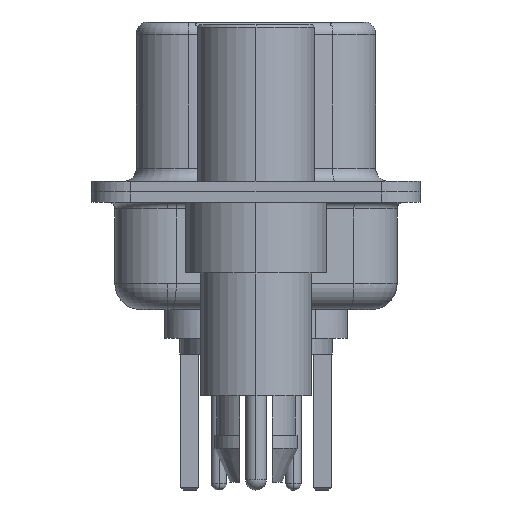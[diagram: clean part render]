
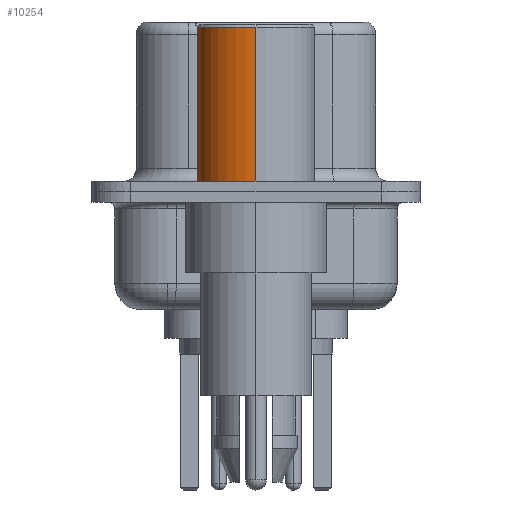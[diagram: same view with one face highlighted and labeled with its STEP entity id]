
A CAD part, left-side view. The second image highlights one B-rep face of the part: STEP entity #10254.
In plain terms, the highlighted cylindrical face has radius 2.25 mm (diameter 4.5 mm), a partial arc.
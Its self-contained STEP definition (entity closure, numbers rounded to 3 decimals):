
#196 = EDGE_CURVE ( 'NONE', #22073, #4369, #17527, .T. ) ;
#1605 = AXIS2_PLACEMENT_3D ( 'NONE', #5144, #2936, #17911 ) ;
#2498 = ORIENTED_EDGE ( 'NONE', *, *, #196, .F. ) ;
#2936 = DIRECTION ( 'NONE',  ( 0., 0., 1. ) ) ;
#4369 = VERTEX_POINT ( 'NONE', #25501 ) ;
#4614 = DIRECTION ( 'NONE',  ( 0., 0., 1. ) ) ;
#4925 = EDGE_LOOP ( 'NONE', ( #8634, #7139, #2498, #18628 ) ) ;
#4955 = DIRECTION ( 'NONE',  ( 0., 0., 1. ) ) ;
#5144 = CARTESIAN_POINT ( 'NONE',  ( 0., 0., 0.581 ) ) ;
#6007 = CIRCLE ( 'NONE', #21071, 2.25 ) ;
#6777 = FACE_OUTER_BOUND ( 'NONE', #4925, .T. ) ;
#7139 = ORIENTED_EDGE ( 'NONE', *, *, #20788, .T. ) ;
#7268 = VERTEX_POINT ( 'NONE', #22323 ) ;
#7721 = LINE ( 'NONE', #17371, #12709 ) ;
#8634 = ORIENTED_EDGE ( 'NONE', *, *, #22215, .T. ) ;
#10254 = ADVANCED_FACE ( 'NONE', ( #6777 ), #11720, .T. ) ;
#10519 = LINE ( 'NONE', #21281, #21211 ) ;
#11720 = CYLINDRICAL_SURFACE ( 'NONE', #1605, 2.25 ) ;
#12709 = VECTOR ( 'NONE', #23648, 1000. ) ;
#12885 = DIRECTION ( 'NONE',  ( 1., 0., 0. ) ) ;
#12935 = VERTEX_POINT ( 'NONE', #25591 ) ;
#16528 = EDGE_CURVE ( 'NONE', #12935, #22073, #10519, .T. ) ;
#17371 = CARTESIAN_POINT ( 'NONE',  ( -2.25, 0., 0.581 ) ) ;
#17527 = CIRCLE ( 'NONE', #25269, 2.25 ) ;
#17731 = CARTESIAN_POINT ( 'NONE',  ( 0., 0., 0.4 ) ) ;
#17911 = DIRECTION ( 'NONE',  ( 1., 0., 0. ) ) ;
#18628 = ORIENTED_EDGE ( 'NONE', *, *, #16528, .F. ) ;
#19846 = DIRECTION ( 'NONE',  ( 1., 0., 0. ) ) ;
#20788 = EDGE_CURVE ( 'NONE', #7268, #4369, #7721, .T. ) ;
#21071 = AXIS2_PLACEMENT_3D ( 'NONE', #17731, #4955, #19846 ) ;
#21211 = VECTOR ( 'NONE', #25530, 1000. ) ;
#21281 = CARTESIAN_POINT ( 'NONE',  ( 2.25, 0., 0.581 ) ) ;
#22073 = VERTEX_POINT ( 'NONE', #25704 ) ;
#22215 = EDGE_CURVE ( 'NONE', #12935, #7268, #6007, .T. ) ;
#22323 = CARTESIAN_POINT ( 'NONE',  ( -2.25, 0., 0.4 ) ) ;
#23648 = DIRECTION ( 'NONE',  ( 0., 0., 1. ) ) ;
#23882 = CARTESIAN_POINT ( 'NONE',  ( 0., 0., 6.3 ) ) ;
#25269 = AXIS2_PLACEMENT_3D ( 'NONE', #23882, #4614, #12885 ) ;
#25501 = CARTESIAN_POINT ( 'NONE',  ( -2.25, 0., 6.3 ) ) ;
#25530 = DIRECTION ( 'NONE',  ( 0., 0., 1. ) ) ;
#25591 = CARTESIAN_POINT ( 'NONE',  ( 2.25, 0., 0.4 ) ) ;
#25704 = CARTESIAN_POINT ( 'NONE',  ( 2.25, 0., 6.3 ) ) ;
